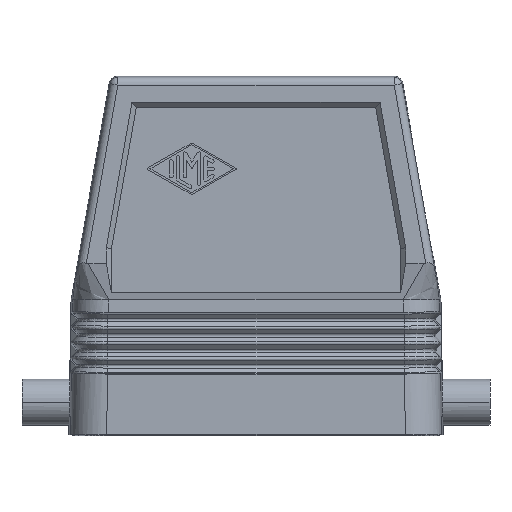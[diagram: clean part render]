
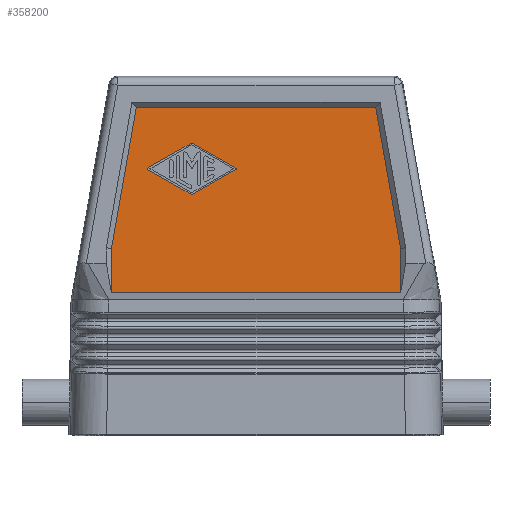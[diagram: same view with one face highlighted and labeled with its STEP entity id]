
A CAD part, left-side view. The second image highlights one B-rep face of the part: STEP entity #358200.
In plain terms, the highlighted planar face has unit normal (-1, 0, 0).
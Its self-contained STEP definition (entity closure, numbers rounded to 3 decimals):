
#25150=CARTESIAN_POINT('',(74.12,54.827,
50.993));
#25160=DIRECTION('',(1.,0.,0.));
#25170=DIRECTION('',(0.,1.,0.));
#25180=AXIS2_PLACEMENT_3D('',#25150,#25160,#25170);
#25190=PLANE('',#25180);
#208900=CARTESIAN_POINT('',(74.12,-0.759,
27.871));
#208910=VERTEX_POINT('',#208900);
#208940=CARTESIAN_POINT('',(74.12,-0.759,
34.229));
#208950=DIRECTION('',(0.,0.,1.));
#208960=VECTOR('',#208950,1.);
#208970=LINE('',#208940,#208960);
#208980=CARTESIAN_POINT('',(74.12,-0.759,
36.494));
#208990=VERTEX_POINT('',#208980);
#209000=EDGE_CURVE('',#208910,#208990,#208970,.T.);
#266170=CARTESIAN_POINT('',(74.12,-1.158,
34.229));
#266180=DIRECTION('',(0.,0.174,0.985));
#266190=VECTOR('',#266180,1.);
#266200=LINE('',#266170,#266190);
#266210=CARTESIAN_POINT('',(74.12,4.087,
64.));
#266220=VERTEX_POINT('',#266210);
#266230=EDGE_CURVE('',#208990,#266220,#266200,.T.);
#273400=CARTESIAN_POINT('',(74.12,39.906,47.334));
#273410=DIRECTION('',(-1.,0.,0.));
#273420=DIRECTION('',(0.,-1.,0.));
#273430=AXIS2_PLACEMENT_3D('',#273400,#273410,#273420);
#273440=CIRCLE('',#273430,0.333);
#273450=CARTESIAN_POINT('',(74.12,40.071,
47.044));
#273460=VERTEX_POINT('',#273450);
#273470=CARTESIAN_POINT('',(74.12,39.74,
47.044));
#273480=VERTEX_POINT('',#273470);
#273490=EDGE_CURVE('',#273460,#273480,#273440,.T.);
#273510=CARTESIAN_POINT('',(74.12,25.163,
38.523));
#273520=DIRECTION('',(0.,-0.868,-0.496));
#273530=VECTOR('',#273520,1.);
#273540=LINE('',#273510,#273530);
#273550=CARTESIAN_POINT('',(74.12,48.487,
51.855));
#273560=VERTEX_POINT('',#273550);
#273570=EDGE_CURVE('',#273560,#273460,#273540,.T.);
#273590=CARTESIAN_POINT('',(74.12,48.405,52.));
#273600=DIRECTION('',(-1.,0.,0.));
#273610=DIRECTION('',(0.,-1.,0.));
#273620=AXIS2_PLACEMENT_3D('',#273590,#273600,#273610);
#273630=CIRCLE('',#273620,0.167);
#273640=CARTESIAN_POINT('',(74.12,48.487,
52.145));
#273650=VERTEX_POINT('',#273640);
#273660=EDGE_CURVE('',#273650,#273560,#273630,.T.);
#273680=CARTESIAN_POINT('',(74.12,25.163,
65.477));
#273690=DIRECTION('',(0.,0.868,-0.496));
#273700=VECTOR('',#273690,1.);
#273710=LINE('',#273680,#273700);
#273720=CARTESIAN_POINT('',(74.12,40.071,
56.956));
#273730=VERTEX_POINT('',#273720);
#273740=EDGE_CURVE('',#273730,#273650,#273710,.T.);
#273760=CARTESIAN_POINT('',(74.12,39.906,56.666));
#273770=DIRECTION('',(-1.,0.,0.));
#273780=DIRECTION('',(0.,-1.,0.));
#273790=AXIS2_PLACEMENT_3D('',#273760,#273770,#273780);
#273800=CIRCLE('',#273790,0.333);
#273810=CARTESIAN_POINT('',(74.12,39.74,
56.956));
#273820=VERTEX_POINT('',#273810);
#273830=EDGE_CURVE('',#273820,#273730,#273800,.T.);
#273850=CARTESIAN_POINT('',(74.12,25.163,
48.623));
#273860=DIRECTION('',(0.,0.868,0.496));
#273870=VECTOR('',#273860,1.);
#273880=LINE('',#273850,#273870);
#273890=CARTESIAN_POINT('',(74.12,31.324,
52.145));
#273900=VERTEX_POINT('',#273890);
#273910=EDGE_CURVE('',#273900,#273820,#273880,.T.);
#273930=CARTESIAN_POINT('',(74.12,31.407,52.));
#273940=DIRECTION('',(-1.,0.,0.));
#273950=DIRECTION('',(0.,-1.,0.));
#273960=AXIS2_PLACEMENT_3D('',#273930,#273940,#273950);
#273970=CIRCLE('',#273960,0.167);
#273980=CARTESIAN_POINT('',(74.12,31.324,
51.855));
#273990=VERTEX_POINT('',#273980);
#274000=EDGE_CURVE('',#273990,#273900,#273970,.T.);
#274020=CARTESIAN_POINT('',(74.12,25.163,
55.377));
#274030=DIRECTION('',(0.,-0.868,0.496));
#274040=VECTOR('',#274030,1.);
#274050=LINE('',#274020,#274040);
#274060=EDGE_CURVE('',#273480,#273990,#274050,.T.);
#356690=CARTESIAN_POINT('',(74.12,25.163,
64.));
#356700=DIRECTION('',(0.,1.,0.));
#356710=VECTOR('',#356700,1.);
#356720=LINE('',#356690,#356710);
#356730=CARTESIAN_POINT('',(74.12,50.734,
64.));
#356740=VERTEX_POINT('',#356730);
#356750=EDGE_CURVE('',#266220,#356740,#356720,.T.);
#357070=CARTESIAN_POINT('',(74.12,55.979,
34.229));
#357080=DIRECTION('',(0.,-0.174,0.985));
#357090=VECTOR('',#357080,1.);
#357100=LINE('',#357070,#357090);
#357110=CARTESIAN_POINT('',(74.12,55.579,
36.5));
#357120=VERTEX_POINT('',#357110);
#357130=EDGE_CURVE('',#357120,#356740,#357100,.T.);
#357640=CARTESIAN_POINT('',(74.12,55.579,
34.229));
#357650=DIRECTION('',(0.,0.,1.));
#357660=VECTOR('',#357650,1.);
#357670=LINE('',#357640,#357660);
#357680=CARTESIAN_POINT('',(74.12,55.579,
27.871));
#357690=VERTEX_POINT('',#357680);
#357700=EDGE_CURVE('',#357690,#357120,#357670,.T.);
#357970=ORIENTED_EDGE('',*,*,#274000,.F.);
#357980=ORIENTED_EDGE('',*,*,#273910,.F.);
#357990=ORIENTED_EDGE('',*,*,#273830,.F.);
#358000=ORIENTED_EDGE('',*,*,#273740,.F.);
#358010=ORIENTED_EDGE('',*,*,#273660,.F.);
#358020=ORIENTED_EDGE('',*,*,#273570,.F.);
#358030=ORIENTED_EDGE('',*,*,#273490,.F.);
#358040=ORIENTED_EDGE('',*,*,#274060,.F.);
#358050=EDGE_LOOP('',(#358040,#358030,#358020,#358010,#358000,#357990,
#357980,#357970));
#358060=FACE_BOUND('',#358050,.T.);
#358070=ORIENTED_EDGE('',*,*,#357700,.F.);
#358080=ORIENTED_EDGE('',*,*,#357130,.F.);
#358090=ORIENTED_EDGE('',*,*,#356750,.T.);
#358100=ORIENTED_EDGE('',*,*,#266230,.T.);
#358110=ORIENTED_EDGE('',*,*,#209000,.T.);
#358120=CARTESIAN_POINT('',(74.12,25.163,
27.871));
#358130=DIRECTION('',(0.,1.,0.));
#358140=VECTOR('',#358130,1.);
#358150=LINE('',#358120,#358140);
#358160=EDGE_CURVE('',#208910,#357690,#358150,.T.);
#358170=ORIENTED_EDGE('',*,*,#358160,.F.);
#358180=EDGE_LOOP('',(#358170,#358110,#358100,#358090,#358080,#358070));
#358190=FACE_OUTER_BOUND('',#358180,.T.);
#358200=ADVANCED_FACE('',(#358060,#358190),#25190,.F.);
